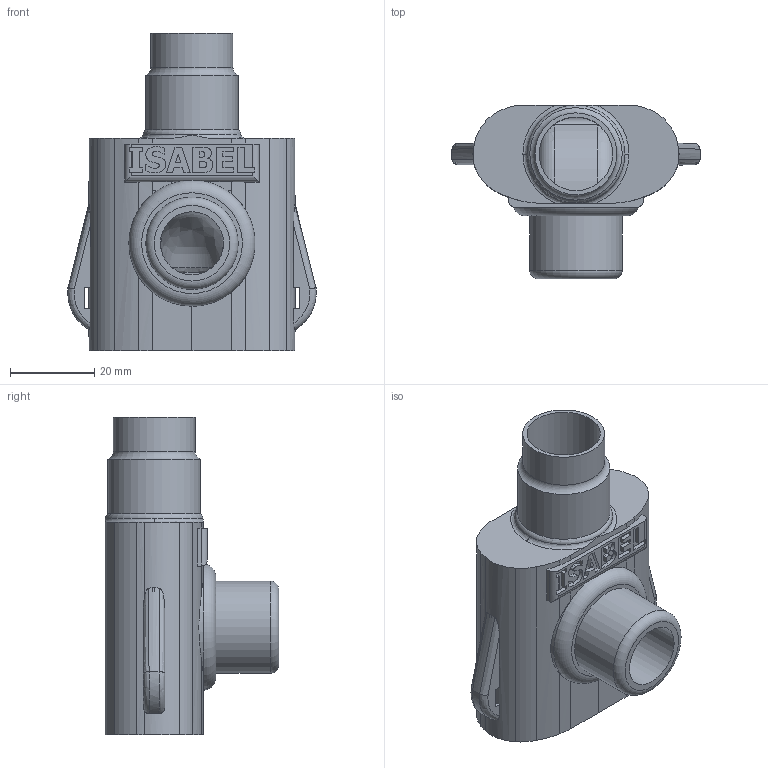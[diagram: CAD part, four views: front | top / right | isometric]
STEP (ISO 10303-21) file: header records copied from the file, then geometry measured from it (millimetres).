
FILE_DESCRIPTION(/* description */ (''),/* implementation_level */ '2;1');
FILE_NAME(/* name */ 'Válvula v6 .stp',/* time_stamp */ '2020-04-01T21:30:01+02:00',/* author */ ('arman'),/* organization */ (''),/* preprocessor_version */ 'ST-DEVELOPER v18',/* originating_system */ 'Autodesk Inventor 2020',/* authorisation */ '');
FILE_SCHEMA (('AUTOMOTIVE_DESIGN { 1 0 10303 214 3 1 1 }'));
Length unit declared in the file: millimetre
Products named in the file (1): entrega prototipo
Bounding box: 59.1 x 41.3 x 75.59 mm (x, y, z)
Volume: 24642.5 mm3; surface area: 20021.1 mm2
Topology: 1 solids, 1 shells, 259 faces, 754 edges, 498 vertices
Faces by surface type: plane 118, cylinder 71, bspline 48, torus 22
Full cylindrical faces by diameter (mm): 15 x1, 17.5 x1, 19.5 x1, 22 x2
Entity records: 10389 total; most frequent: CARTESIAN_POINT 3810, ORIENTED_EDGE 1508, DIRECTION 1176, EDGE_CURVE 754, VERTEX_POINT 498, AXIS2_PLACEMENT_3D 401, LINE 374, VECTOR 374
